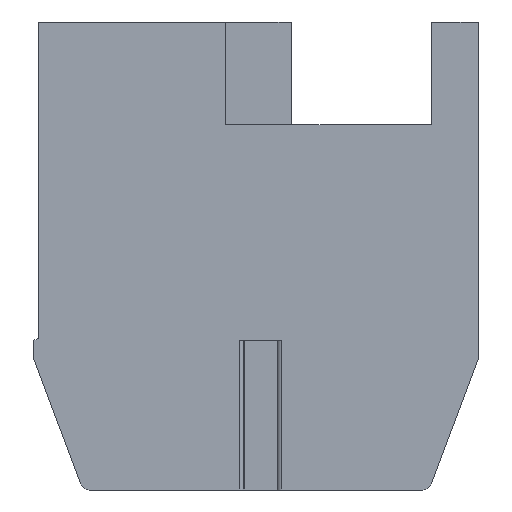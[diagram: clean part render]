
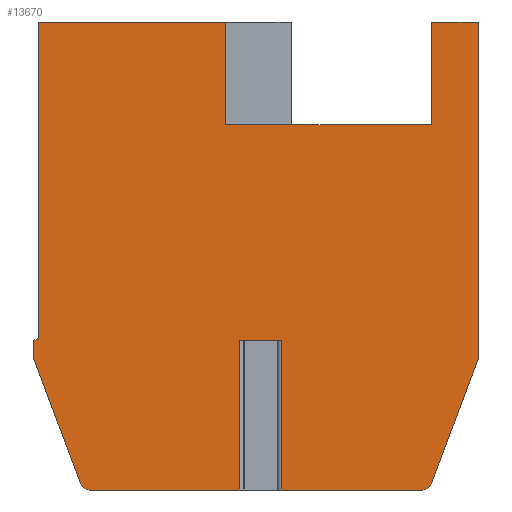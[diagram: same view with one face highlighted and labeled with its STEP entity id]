
A CAD part, front view. The second image highlights one B-rep face of the part: STEP entity #13670.
In plain terms, the highlighted planar face has unit normal (0, -1, 0).
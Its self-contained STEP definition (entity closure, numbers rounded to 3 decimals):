
#1=DIRECTION('',(1.,0.,0.));
#2=VECTOR('',#1,0.906);
#3=CARTESIAN_POINT('',(4.297,0.,-6.8));
#4=LINE('',#3,#2);
#5=DIRECTION('',(0.,0.,-1.));
#6=VECTOR('',#5,3.2);
#7=CARTESIAN_POINT('',(4.297,0.,-6.8));
#8=LINE('',#7,#6);
#9=DIRECTION('',(-1.,0.,0.));
#10=VECTOR('',#9,3.208);
#11=CARTESIAN_POINT('',(4.297,0.,-10.));
#12=LINE('',#11,#10);
#13=CARTESIAN_POINT('',(1.089,0.,-9.8));
#14=DIRECTION('',(0.,1.,0.));
#15=DIRECTION('',(0.,0.,-1.));
#16=AXIS2_PLACEMENT_3D('',#13,#14,#15);
#18=DIRECTION('',(-0.351,0.,0.936));
#19=VECTOR('',#18,2.816);
#20=CARTESIAN_POINT('',(0.901,0.,-9.87));
#21=LINE('',#20,#19);
#22=CARTESIAN_POINT('',(0.1,0.,-7.164));
#23=DIRECTION('',(0.,1.,0.));
#24=DIRECTION('',(-0.936,0.,-0.351));
#25=AXIS2_PLACEMENT_3D('',#22,#23,#24);
#27=DIRECTION('',(0.,0.,1.));
#28=VECTOR('',#27,0.364);
#29=CARTESIAN_POINT('',(-0.1,0.,-7.164));
#30=LINE('',#29,#28);
#31=DIRECTION('',(0.928,0.,0.371));
#32=VECTOR('',#31,0.108);
#33=CARTESIAN_POINT('',(-0.1,0.,-6.8));
#34=LINE('',#33,#32);
#35=DIRECTION('',(0.,0.,1.));
#36=VECTOR('',#35,6.76);
#37=CARTESIAN_POINT('',(0.,0.,-6.76));
#38=LINE('',#37,#36);
#39=DIRECTION('',(1.,0.,0.));
#40=VECTOR('',#39,4.);
#41=CARTESIAN_POINT('',(0.,0.,0.));
#42=LINE('',#41,#40);
#43=DIRECTION('',(0.,0.,-1.));
#44=VECTOR('',#43,2.2);
#45=CARTESIAN_POINT('',(4.,0.,0.));
#46=LINE('',#45,#44);
#47=DIRECTION('',(0.,0.,1.));
#48=VECTOR('',#47,2.2);
#49=CARTESIAN_POINT('',(8.4,0.,-2.2));
#50=LINE('',#49,#48);
#51=DIRECTION('',(1.,0.,0.));
#52=VECTOR('',#51,1.);
#53=CARTESIAN_POINT('',(8.4,0.,0.));
#54=LINE('',#53,#52);
#55=DIRECTION('',(0.,0.,-1.));
#56=VECTOR('',#55,7.164);
#57=CARTESIAN_POINT('',(9.4,0.,0.));
#58=LINE('',#57,#56);
#59=CARTESIAN_POINT('',(9.2,0.,-7.164));
#60=DIRECTION('',(0.,1.,0.));
#61=DIRECTION('',(1.,0.,0.));
#62=AXIS2_PLACEMENT_3D('',#59,#60,#61);
#64=DIRECTION('',(-0.351,0.,-0.936));
#65=VECTOR('',#64,2.816);
#66=CARTESIAN_POINT('',(9.387,0.,-7.234));
#67=LINE('',#66,#65);
#68=CARTESIAN_POINT('',(8.211,0.,-9.8));
#69=DIRECTION('',(0.,1.,0.));
#70=DIRECTION('',(0.936,0.,-0.351));
#71=AXIS2_PLACEMENT_3D('',#68,#69,#70);
#73=DIRECTION('',(-1.,0.,0.));
#74=VECTOR('',#73,3.008);
#75=CARTESIAN_POINT('',(8.211,0.,-10.));
#76=LINE('',#75,#74);
#77=DIRECTION('',(0.,0.,-1.));
#78=VECTOR('',#77,3.2);
#79=CARTESIAN_POINT('',(5.203,0.,-6.8));
#80=LINE('',#79,#78);
#3399=DIRECTION('',(-1.,0.,0.));
#3400=VECTOR('',#3399,4.4);
#3401=CARTESIAN_POINT('',(8.4,0.,-2.2));
#3402=LINE('',#3401,#3400);
#10729=CARTESIAN_POINT('',(-0.087,0.,-7.234));
#10730=CARTESIAN_POINT('',(-0.1,0.,-7.164));
#10731=VERTEX_POINT('',#10729);
#10732=VERTEX_POINT('',#10730);
#10733=CARTESIAN_POINT('',(-0.1,0.,-6.8));
#10734=VERTEX_POINT('',#10733);
#10735=CARTESIAN_POINT('',(0.,0.,-6.76));
#10736=VERTEX_POINT('',#10735);
#10737=CARTESIAN_POINT('',(0.,0.,0.));
#10738=VERTEX_POINT('',#10737);
#10739=CARTESIAN_POINT('',(8.4,0.,-2.2));
#10740=CARTESIAN_POINT('',(8.4,0.,0.));
#10741=VERTEX_POINT('',#10739);
#10742=VERTEX_POINT('',#10740);
#10743=CARTESIAN_POINT('',(9.4,0.,0.));
#10744=VERTEX_POINT('',#10743);
#10745=CARTESIAN_POINT('',(9.4,0.,-7.164));
#10746=VERTEX_POINT('',#10745);
#10747=CARTESIAN_POINT('',(9.387,0.,-7.234));
#10748=VERTEX_POINT('',#10747);
#10749=CARTESIAN_POINT('',(8.399,0.,-9.87));
#10750=VERTEX_POINT('',#10749);
#10751=CARTESIAN_POINT('',(8.211,0.,-10.));
#10752=VERTEX_POINT('',#10751);
#10753=CARTESIAN_POINT('',(1.089,0.,-10.));
#10754=CARTESIAN_POINT('',(0.901,0.,-9.87));
#10755=VERTEX_POINT('',#10753);
#10756=VERTEX_POINT('',#10754);
#10969=CARTESIAN_POINT('',(4.,0.,0.));
#10970=CARTESIAN_POINT('',(4.,0.,-2.2));
#10971=VERTEX_POINT('',#10969);
#10972=VERTEX_POINT('',#10970);
#10993=CARTESIAN_POINT('',(4.297,0.,-6.8));
#10994=CARTESIAN_POINT('',(5.203,0.,-6.8));
#10995=VERTEX_POINT('',#10993);
#10996=VERTEX_POINT('',#10994);
#10997=CARTESIAN_POINT('',(4.297,0.,-10.));
#10998=VERTEX_POINT('',#10997);
#10999=CARTESIAN_POINT('',(5.203,0.,-10.));
#11000=VERTEX_POINT('',#10999);
#13623=CARTESIAN_POINT('',(0.,0.,0.));
#13624=DIRECTION('',(0.,1.,0.));
#13625=DIRECTION('',(1.,0.,0.));
#13626=AXIS2_PLACEMENT_3D('',#13623,#13624,#13625);
#13627=PLANE('',#13626);
#13629=ORIENTED_EDGE('',*,*,#13628,.F.);
#13631=ORIENTED_EDGE('',*,*,#13630,.T.);
#13633=ORIENTED_EDGE('',*,*,#13632,.T.);
#13635=ORIENTED_EDGE('',*,*,#13634,.T.);
#13637=ORIENTED_EDGE('',*,*,#13636,.T.);
#13639=ORIENTED_EDGE('',*,*,#13638,.T.);
#13641=ORIENTED_EDGE('',*,*,#13640,.T.);
#13643=ORIENTED_EDGE('',*,*,#13642,.T.);
#13645=ORIENTED_EDGE('',*,*,#13644,.T.);
#13647=ORIENTED_EDGE('',*,*,#13646,.T.);
#13649=ORIENTED_EDGE('',*,*,#13648,.T.);
#13651=ORIENTED_EDGE('',*,*,#13650,.F.);
#13653=ORIENTED_EDGE('',*,*,#13652,.T.);
#13655=ORIENTED_EDGE('',*,*,#13654,.T.);
#13657=ORIENTED_EDGE('',*,*,#13656,.T.);
#13659=ORIENTED_EDGE('',*,*,#13658,.T.);
#13661=ORIENTED_EDGE('',*,*,#13660,.T.);
#13663=ORIENTED_EDGE('',*,*,#13662,.T.);
#13665=ORIENTED_EDGE('',*,*,#13664,.T.);
#13667=ORIENTED_EDGE('',*,*,#13666,.F.);
#13668=EDGE_LOOP('',(#13629,#13631,#13633,#13635,#13637,#13639,#13641,#13643,
#13645,#13647,#13649,#13651,#13653,#13655,#13657,#13659,#13661,#13663,#13665,
#13667));
#13669=FACE_OUTER_BOUND('',#13668,.F.);
#13670=ADVANCED_FACE('',(#13669),#13627,.F.);
#17=CIRCLE('',#16,0.2);
#26=CIRCLE('',#25,0.2);
#63=CIRCLE('',#62,0.2);
#72=CIRCLE('',#71,0.2);
#13628=EDGE_CURVE('',#10995,#10996,#4,.T.);
#13630=EDGE_CURVE('',#10995,#10998,#8,.T.);
#13632=EDGE_CURVE('',#10998,#10755,#12,.T.);
#13634=EDGE_CURVE('',#10755,#10756,#17,.T.);
#13636=EDGE_CURVE('',#10756,#10731,#21,.T.);
#13638=EDGE_CURVE('',#10731,#10732,#26,.T.);
#13640=EDGE_CURVE('',#10732,#10734,#30,.T.);
#13642=EDGE_CURVE('',#10734,#10736,#34,.T.);
#13644=EDGE_CURVE('',#10736,#10738,#38,.T.);
#13646=EDGE_CURVE('',#10738,#10971,#42,.T.);
#13648=EDGE_CURVE('',#10971,#10972,#46,.T.);
#13650=EDGE_CURVE('',#10741,#10972,#3402,.T.);
#13652=EDGE_CURVE('',#10741,#10742,#50,.T.);
#13654=EDGE_CURVE('',#10742,#10744,#54,.T.);
#13656=EDGE_CURVE('',#10744,#10746,#58,.T.);
#13658=EDGE_CURVE('',#10746,#10748,#63,.T.);
#13660=EDGE_CURVE('',#10748,#10750,#67,.T.);
#13662=EDGE_CURVE('',#10750,#10752,#72,.T.);
#13664=EDGE_CURVE('',#10752,#11000,#76,.T.);
#13666=EDGE_CURVE('',#10996,#11000,#80,.T.);
